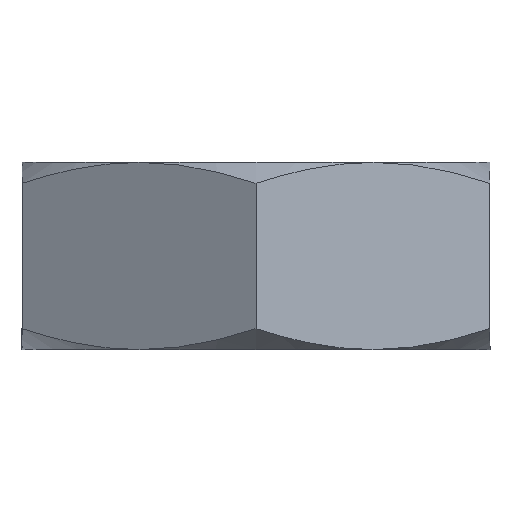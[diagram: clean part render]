
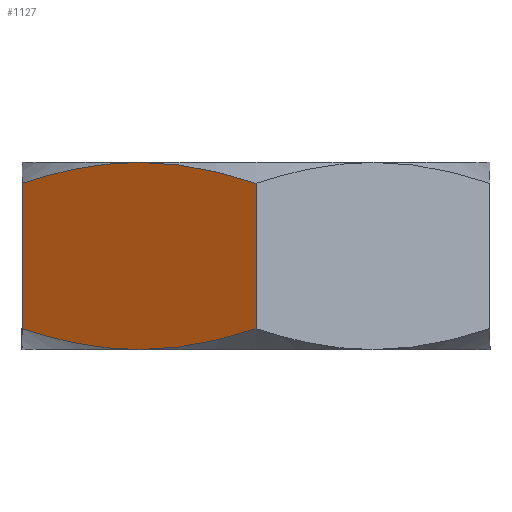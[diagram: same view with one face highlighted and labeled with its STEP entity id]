
A CAD part, front view. The second image highlights one B-rep face of the part: STEP entity #1127.
In plain terms, the highlighted planar face has unit normal (-0.5, -0.866, 0).
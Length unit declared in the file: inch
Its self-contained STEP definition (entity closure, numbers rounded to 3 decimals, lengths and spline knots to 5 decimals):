
#14 = ORIENTED_EDGE ( 'NONE', *, *, #909, .F. ) ;
#77 = B_SPLINE_CURVE_WITH_KNOTS ( 'NONE', 3,
 ( #1403, #1585, #809, #950 ),
 .UNSPECIFIED., .F., .F.,
 ( 4, 4 ),
 ( 0., 0.00146 ),
 .UNSPECIFIED. ) ;
#146 = DIRECTION ( 'NONE',  ( 0., 0., -1. ) ) ;
#191 = CARTESIAN_POINT ( 'NONE',  ( -0.09843, -0.05683, 0.03937 ) ) ;
#205 = B_SPLINE_CURVE_WITH_KNOTS ( 'NONE', 3,
 ( #783, #308, #1653, #392 ),
 .UNSPECIFIED., .F., .F.,
 ( 4, 4 ),
 ( 0., 0.00146 ),
 .UNSPECIFIED. ) ;
#218 = DIRECTION ( 'NONE',  ( -0.866, 0.5, 0. ) ) ;
#265 = ORIENTED_EDGE ( 'NONE', *, *, #1734, .F. ) ;
#308 = CARTESIAN_POINT ( 'NONE',  ( -0.08232, -0.06612, 0.03595 ) ) ;
#354 = CARTESIAN_POINT ( 'NONE',  ( -0.04086, -0.09006, -0.03937 ) ) ;
#392 = CARTESIAN_POINT ( 'NONE',  ( -0.04921, -0.08524, 0.03937 ) ) ;
#455 = VERTEX_POINT ( 'NONE', #1091 ) ;
#506 = EDGE_LOOP ( 'NONE', ( #767, #1336, #1526, #14, #265, #787 ) ) ;
#568 = CARTESIAN_POINT ( 'NONE',  ( 0., -0.11365, -0.03058 ) ) ;
#571 = CARTESIAN_POINT ( 'NONE',  ( 0., -0.11365, 0.03937 ) ) ;
#575 = VERTEX_POINT ( 'NONE', #1381 ) ;
#657 = CARTESIAN_POINT ( 'NONE',  ( -0.03252, -0.09488, -0.03853 ) ) ;
#664 = CARTESIAN_POINT ( 'NONE',  ( 0., -0.11365, -0.03058 ) ) ;
#701 = EDGE_CURVE ( 'NONE', #1974, #455, #820, .T. ) ;
#728 = VECTOR ( 'NONE', #146, 39.37008 ) ;
#766 = CARTESIAN_POINT ( 'NONE',  ( -0.04086, -0.09006, 0.03937 ) ) ;
#767 = ORIENTED_EDGE ( 'NONE', *, *, #701, .T. ) ;
#783 = CARTESIAN_POINT ( 'NONE',  ( -0.09843, -0.05683, 0.03058 ) ) ;
#787 = ORIENTED_EDGE ( 'NONE', *, *, #1328, .F. ) ;
#809 = CARTESIAN_POINT ( 'NONE',  ( -0.06598, -0.07556, -0.03937 ) ) ;
#820 = LINE ( 'NONE', #191, #1511 ) ;
#909 = EDGE_CURVE ( 'NONE', #1163, #1703, #1194, .T. ) ;
#931 = VERTEX_POINT ( 'NONE', #1981 ) ;
#950 = CARTESIAN_POINT ( 'NONE',  ( -0.04921, -0.08524, -0.03937 ) ) ;
#1012 = CARTESIAN_POINT ( 'NONE',  ( 0., -0.11365, 0.03058 ) ) ;
#1091 = CARTESIAN_POINT ( 'NONE',  ( -0.09843, -0.05683, -0.03058 ) ) ;
#1127 = ADVANCED_FACE ( 'NONE', ( #1501 ), #1340, .F. ) ;
#1136 = CARTESIAN_POINT ( 'NONE',  ( -0.04921, -0.08524, -0.03937 ) ) ;
#1163 = VERTEX_POINT ( 'NONE', #1012 ) ;
#1170 = B_SPLINE_CURVE_WITH_KNOTS ( 'NONE', 3,
 ( #1213, #766, #1536, #1367, #1836, #1973 ),
 .UNSPECIFIED., .F., .F.,
 ( 4, 2, 4 ),
 ( 0.00146, 0.00219, 0.00292 ),
 .UNSPECIFIED. ) ;
#1194 = LINE ( 'NONE', #571, #728 ) ;
#1213 = CARTESIAN_POINT ( 'NONE',  ( -0.04921, -0.08524, 0.03937 ) ) ;
#1297 = DIRECTION ( 'NONE',  ( 0., 0., -1. ) ) ;
#1328 = EDGE_CURVE ( 'NONE', #1974, #931, #205, .T. ) ;
#1336 = ORIENTED_EDGE ( 'NONE', *, *, #1879, .T. ) ;
#1340 = PLANE ( 'NONE',  #1656 ) ;
#1367 = CARTESIAN_POINT ( 'NONE',  ( -0.01613, -0.10434, 0.03547 ) ) ;
#1381 = CARTESIAN_POINT ( 'NONE',  ( -0.04921, -0.08524, -0.03937 ) ) ;
#1403 = CARTESIAN_POINT ( 'NONE',  ( -0.09843, -0.05683, -0.03058 ) ) ;
#1501 = FACE_OUTER_BOUND ( 'NONE', #506, .T. ) ;
#1502 = EDGE_CURVE ( 'NONE', #575, #1703, #1924, .T. ) ;
#1511 = VECTOR ( 'NONE', #1297, 39.37008 ) ;
#1526 = ORIENTED_EDGE ( 'NONE', *, *, #1502, .T. ) ;
#1536 = CARTESIAN_POINT ( 'NONE',  ( -0.03252, -0.09488, 0.03853 ) ) ;
#1585 = CARTESIAN_POINT ( 'NONE',  ( -0.08232, -0.06612, -0.03595 ) ) ;
#1653 = CARTESIAN_POINT ( 'NONE',  ( -0.06598, -0.07556, 0.03937 ) ) ;
#1656 = AXIS2_PLACEMENT_3D ( 'NONE', #1940, #1936, #218 ) ;
#1703 = VERTEX_POINT ( 'NONE', #568 ) ;
#1734 = EDGE_CURVE ( 'NONE', #931, #1163, #1170, .T. ) ;
#1738 = CARTESIAN_POINT ( 'NONE',  ( -0.00803, -0.10902, -0.03326 ) ) ;
#1836 = CARTESIAN_POINT ( 'NONE',  ( -0.00803, -0.10902, 0.03326 ) ) ;
#1879 = EDGE_CURVE ( 'NONE', #455, #575, #77, .T. ) ;
#1888 = CARTESIAN_POINT ( 'NONE',  ( -0.09843, -0.05683, 0.03058 ) ) ;
#1912 = CARTESIAN_POINT ( 'NONE',  ( -0.01613, -0.10434, -0.03547 ) ) ;
#1924 = B_SPLINE_CURVE_WITH_KNOTS ( 'NONE', 3,
 ( #1136, #354, #657, #1912, #1738, #664 ),
 .UNSPECIFIED., .F., .F.,
 ( 4, 2, 4 ),
 ( 0.00146, 0.00219, 0.00292 ),
 .UNSPECIFIED. ) ;
#1936 = DIRECTION ( 'NONE',  ( 0.5, 0.866, 0. ) ) ;
#1940 = CARTESIAN_POINT ( 'NONE',  ( -0.09843, -0.05683, 0.03937 ) ) ;
#1973 = CARTESIAN_POINT ( 'NONE',  ( 0., -0.11365, 0.03058 ) ) ;
#1974 = VERTEX_POINT ( 'NONE', #1888 ) ;
#1981 = CARTESIAN_POINT ( 'NONE',  ( -0.04921, -0.08524, 0.03937 ) ) ;
